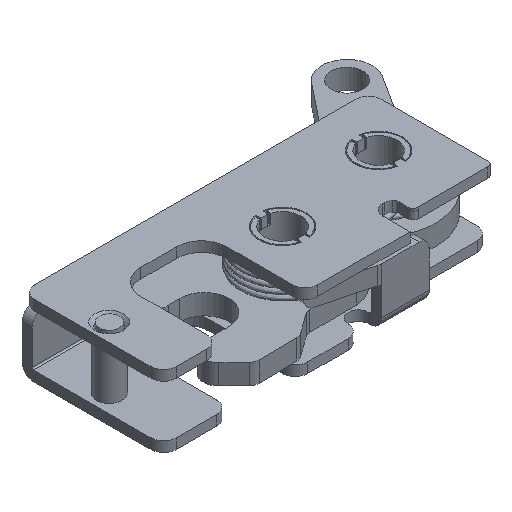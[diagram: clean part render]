
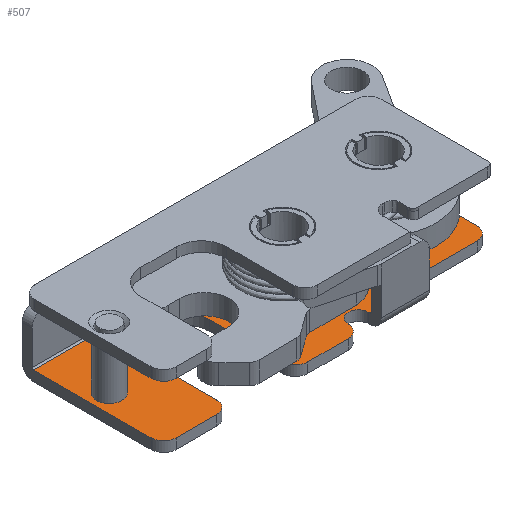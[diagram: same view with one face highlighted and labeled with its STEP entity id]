
A CAD part, isometric view. The second image highlights one B-rep face of the part: STEP entity #507.
In plain terms, the highlighted planar face has unit normal (0, 0, 1).
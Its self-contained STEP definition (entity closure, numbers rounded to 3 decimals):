
#507=ADVANCED_FACE('',(#736,#737,#738),#739,.T.);
#736=FACE_BOUND('',#1244,.T.);
#737=FACE_BOUND('',#1245,.T.);
#738=FACE_OUTER_BOUND('',#1246,.T.);
#739=PLANE('',#1247);
#1244=EDGE_LOOP('',(#2856,#2857,#2858,#2859));
#1245=EDGE_LOOP('',(#2860));
#1246=EDGE_LOOP('',(#2861,#2862,#2863,#2864,#2865,#2866,#2867,#2868,#2869,#2870,#2871,#2872,#2873,#2874,#2875,#2876,#2877,#2878,#2879,#2880,#2881,#2882,#2883,#2884,#2885));
#1247=AXIS2_PLACEMENT_3D('',#2886,#2887,#2888);
#2856=ORIENTED_EDGE('',*,*,#4644,.T.);
#2857=ORIENTED_EDGE('',*,*,#4645,.T.);
#2858=ORIENTED_EDGE('',*,*,#4646,.T.);
#2859=ORIENTED_EDGE('',*,*,#4647,.T.);
#2860=ORIENTED_EDGE('',*,*,#4648,.F.);
#2861=ORIENTED_EDGE('',*,*,#4649,.T.);
#2862=ORIENTED_EDGE('',*,*,#4650,.T.);
#2863=ORIENTED_EDGE('',*,*,#4651,.F.);
#2864=ORIENTED_EDGE('',*,*,#4652,.F.);
#2865=ORIENTED_EDGE('',*,*,#4653,.T.);
#2866=ORIENTED_EDGE('',*,*,#4654,.T.);
#2867=ORIENTED_EDGE('',*,*,#4655,.T.);
#2868=ORIENTED_EDGE('',*,*,#4656,.T.);
#2869=ORIENTED_EDGE('',*,*,#4657,.T.);
#2870=ORIENTED_EDGE('',*,*,#4658,.T.);
#2871=ORIENTED_EDGE('',*,*,#4659,.T.);
#2872=ORIENTED_EDGE('',*,*,#4660,.T.);
#2873=ORIENTED_EDGE('',*,*,#4661,.T.);
#2874=ORIENTED_EDGE('',*,*,#4662,.T.);
#2875=ORIENTED_EDGE('',*,*,#4663,.T.);
#2876=ORIENTED_EDGE('',*,*,#4664,.T.);
#2877=ORIENTED_EDGE('',*,*,#4665,.T.);
#2878=ORIENTED_EDGE('',*,*,#4666,.F.);
#2879=ORIENTED_EDGE('',*,*,#4667,.F.);
#2880=ORIENTED_EDGE('',*,*,#4668,.T.);
#2881=ORIENTED_EDGE('',*,*,#4669,.T.);
#2882=ORIENTED_EDGE('',*,*,#4670,.T.);
#2883=ORIENTED_EDGE('',*,*,#4671,.T.);
#2884=ORIENTED_EDGE('',*,*,#4672,.T.);
#2885=ORIENTED_EDGE('',*,*,#4673,.T.);
#2886=CARTESIAN_POINT('',(-2.438,16.527,-3.75));
#2887=DIRECTION('',(0.0,0.0,1.0));
#2888=DIRECTION('',(1.0,0.0,0.0));
#4644=EDGE_CURVE('',#5200,#5201,#5202,.F.);
#4645=EDGE_CURVE('',#5201,#5203,#5204,.F.);
#4646=EDGE_CURVE('',#5203,#5205,#5206,.F.);
#4647=EDGE_CURVE('',#5205,#5200,#5207,.F.);
#4648=EDGE_CURVE('',#5208,#5208,#5209,.T.);
#4649=EDGE_CURVE('',#5210,#5211,#5212,.F.);
#4650=EDGE_CURVE('',#5211,#5213,#5214,.T.);
#4651=EDGE_CURVE('',#5215,#5213,#5216,.T.);
#4652=EDGE_CURVE('',#5217,#5215,#5218,.T.);
#4653=EDGE_CURVE('',#5217,#5219,#5220,.T.);
#4654=EDGE_CURVE('',#5219,#5221,#5222,.F.);
#4655=EDGE_CURVE('',#5221,#5223,#5224,.T.);
#4656=EDGE_CURVE('',#5223,#5225,#5226,.T.);
#4657=EDGE_CURVE('',#5225,#5227,#5228,.T.);
#4658=EDGE_CURVE('',#5227,#5229,#5230,.T.);
#4659=EDGE_CURVE('',#5229,#5231,#5232,.F.);
#4660=EDGE_CURVE('',#5231,#5233,#5234,.T.);
#4661=EDGE_CURVE('',#5233,#5235,#5236,.F.);
#4662=EDGE_CURVE('',#5235,#5237,#5238,.T.);
#4663=EDGE_CURVE('',#5237,#5239,#5240,.T.);
#4664=EDGE_CURVE('',#5239,#5241,#5242,.T.);
#4665=EDGE_CURVE('',#5241,#5243,#5244,.T.);
#4666=EDGE_CURVE('',#5245,#5243,#5246,.T.);
#4667=EDGE_CURVE('',#5247,#5245,#5248,.T.);
#4668=EDGE_CURVE('',#5247,#5249,#5250,.T.);
#4669=EDGE_CURVE('',#5249,#5251,#5252,.T.);
#4670=EDGE_CURVE('',#5251,#5253,#5254,.T.);
#4671=EDGE_CURVE('',#5253,#5255,#5256,.T.);
#4672=EDGE_CURVE('',#5255,#5257,#5258,.T.);
#4673=EDGE_CURVE('',#5257,#5210,#5259,.T.);
#5200=VERTEX_POINT('',#6134);
#5201=VERTEX_POINT('',#6135);
#5202=LINE('',#6136,#6137);
#5203=VERTEX_POINT('',#6138);
#5204=CIRCLE('',#6139,8.282);
#5205=VERTEX_POINT('',#6140);
#5206=LINE('',#6141,#6142);
#5207=CIRCLE('',#6143,8.282);
#5208=VERTEX_POINT('',#6144);
#5209=CIRCLE('',#6145,2.05);
#5210=VERTEX_POINT('',#6146);
#5211=VERTEX_POINT('',#6147);
#5212=LINE('',#6148,#6149);
#5213=VERTEX_POINT('',#6150);
#5214=CIRCLE('',#6151,2.5);
#5215=VERTEX_POINT('',#6152);
#5216=CIRCLE('',#6153,1.5);
#5217=VERTEX_POINT('',#6154);
#5218=LINE('',#6155,#6156);
#5219=VERTEX_POINT('',#6157);
#5220=LINE('',#6158,#6159);
#5221=VERTEX_POINT('',#6160);
#5222=LINE('',#6161,#6162);
#5223=VERTEX_POINT('',#6163);
#5224=CIRCLE('',#6164,2.5);
#5225=VERTEX_POINT('',#6165);
#5226=LINE('',#6166,#6167);
#5227=VERTEX_POINT('',#6168);
#5228=CIRCLE('',#6169,2.5);
#5229=VERTEX_POINT('',#6170);
#5230=LINE('',#6171,#6172);
#5231=VERTEX_POINT('',#6173);
#5232=CIRCLE('',#6174,5.0);
#5233=VERTEX_POINT('',#6175);
#5234=LINE('',#6176,#6177);
#5235=VERTEX_POINT('',#6178);
#5236=CIRCLE('',#6179,5.0);
#5237=VERTEX_POINT('',#6180);
#5238=LINE('',#6181,#6182);
#5239=VERTEX_POINT('',#6183);
#5240=CIRCLE('',#6184,2.5);
#5241=VERTEX_POINT('',#6185);
#5242=LINE('',#6186,#6187);
#5243=VERTEX_POINT('',#6188);
#5244=CIRCLE('',#6189,2.5);
#5245=VERTEX_POINT('',#6190);
#5246=CIRCLE('',#6191,2.0);
#5247=VERTEX_POINT('',#6192);
#5248=LINE('',#6193,#6194);
#5249=VERTEX_POINT('',#6195);
#5250=LINE('',#6196,#6197);
#5251=VERTEX_POINT('',#6198);
#5252=LINE('',#6199,#6200);
#5253=VERTEX_POINT('',#6201);
#5254=LINE('',#6202,#6203);
#5255=VERTEX_POINT('',#6204);
#5256=CIRCLE('',#6205,2.5);
#5257=VERTEX_POINT('',#6206);
#5258=LINE('',#6207,#6208);
#5259=CIRCLE('',#6209,2.5);
#6134=CARTESIAN_POINT('',(-5.961,16.711,-3.75));
#6135=CARTESIAN_POINT('',(16.539,20.211,-3.75));
#6136=CARTESIAN_POINT('',(16.539,20.211,-3.75));
#6137=VECTOR('',#7565,1.0);
#6138=CARTESIAN_POINT('',(19.085,3.844,-3.75));
#6139=AXIS2_PLACEMENT_3D('',#7566,#7567,#7568);
#6140=CARTESIAN_POINT('',(-3.415,0.344,-3.75));
#6141=CARTESIAN_POINT('',(-3.415,0.344,-3.75));
#6142=VECTOR('',#7569,1.0);
#6143=AXIS2_PLACEMENT_3D('',#7570,#7571,#7572);
#6144=CARTESIAN_POINT('',(-36.138,9.277,-3.75));
#6145=AXIS2_PLACEMENT_3D('',#7573,#7574,#7575);
#6146=CARTESIAN_POINT('',(24.312,23.027,-3.75));
#6147=CARTESIAN_POINT('',(11.812,23.027,-3.75));
#6148=CARTESIAN_POINT('',(-2.438,23.027,-3.75));
#6149=VECTOR('',#7576,1.0);
#6150=CARTESIAN_POINT('',(9.312,20.527,-3.75));
#6151=AXIS2_PLACEMENT_3D('',#7577,#7578,#7579);
#6152=CARTESIAN_POINT('',(6.312,20.527,-3.75));
#6153=AXIS2_PLACEMENT_3D('',#7580,#7581,#7582);
#6154=CARTESIAN_POINT('',(6.312,20.727,-3.75));
#6155=CARTESIAN_POINT('',(6.312,23.027,-3.75));
#6156=VECTOR('',#7583,1.0);
#6157=CARTESIAN_POINT('',(-41.688,20.727,-3.75));
#6158=CARTESIAN_POINT('',(-2.438,20.727,-3.75));
#6159=VECTOR('',#7584,1.0);
#6160=CARTESIAN_POINT('',(-41.688,-2.473,-3.75));
#6161=CARTESIAN_POINT('',(-41.688,16.527,-3.75));
#6162=VECTOR('',#7585,1.0);
#6163=CARTESIAN_POINT('',(-39.188,-4.973,-3.75));
#6164=AXIS2_PLACEMENT_3D('',#7586,#7587,#7588);
#6165=CARTESIAN_POINT('',(-31.188,-4.973,-3.75));
#6166=CARTESIAN_POINT('',(-2.438,-4.973,-3.75));
#6167=VECTOR('',#7589,1.0);
#6168=CARTESIAN_POINT('',(-28.688,-2.473,-3.75));
#6169=AXIS2_PLACEMENT_3D('',#7590,#7591,#7592);
#6170=CARTESIAN_POINT('',(-28.688,12.027,-3.75));
#6171=CARTESIAN_POINT('',(-28.688,-4.973,-3.75));
#6172=VECTOR('',#7593,1.0);
#6173=CARTESIAN_POINT('',(-23.688,17.027,-3.75));
#6174=AXIS2_PLACEMENT_3D('',#7594,#7595,#7596);
#6175=CARTESIAN_POINT('',(-20.688,17.027,-3.75));
#6176=CARTESIAN_POINT('',(-28.688,17.027,-3.75));
#6177=VECTOR('',#7597,1.0);
#6178=CARTESIAN_POINT('',(-15.688,12.027,-3.75));
#6179=AXIS2_PLACEMENT_3D('',#7598,#7599,#7600);
#6180=CARTESIAN_POINT('',(-15.688,-2.473,-3.75));
#6181=CARTESIAN_POINT('',(-15.688,17.027,-3.75));
#6182=VECTOR('',#7601,1.0);
#6183=CARTESIAN_POINT('',(-13.188,-4.973,-3.75));
#6184=AXIS2_PLACEMENT_3D('',#7602,#7603,#7604);
#6185=CARTESIAN_POINT('',(-5.188,-4.973,-3.75));
#6186=CARTESIAN_POINT('',(-2.438,-4.973,-3.75));
#6187=VECTOR('',#7605,1.0);
#6188=CARTESIAN_POINT('',(-2.688,-2.473,-3.75));
#6189=AXIS2_PLACEMENT_3D('',#7606,#7607,#7608);
#6190=CARTESIAN_POINT('',(1.312,-2.473,-3.75));
#6191=AXIS2_PLACEMENT_3D('',#7609,#7610,#7611);
#6192=CARTESIAN_POINT('',(1.312,-2.673,-3.75));
#6193=CARTESIAN_POINT('',(1.312,-4.973,-3.75));
#6194=VECTOR('',#7612,1.0);
#6195=CARTESIAN_POINT('',(10.812,-2.673,-3.75));
#6196=CARTESIAN_POINT('',(-2.438,-2.673,-3.75));
#6197=VECTOR('',#7613,1.0);
#6198=CARTESIAN_POINT('',(10.812,-0.973,-3.75));
#6199=CARTESIAN_POINT('',(10.812,-4.973,-3.75));
#6200=VECTOR('',#7614,1.0);
#6201=CARTESIAN_POINT('',(24.312,-0.973,-3.75));
#6202=CARTESIAN_POINT('',(10.812,-0.973,-3.75));
#6203=VECTOR('',#7615,1.0);
#6204=CARTESIAN_POINT('',(26.812,1.527,-3.75));
#6205=AXIS2_PLACEMENT_3D('',#7616,#7617,#7618);
#6206=CARTESIAN_POINT('',(26.812,20.527,-3.75));
#6207=CARTESIAN_POINT('',(26.812,16.527,-3.75));
#6208=VECTOR('',#7619,1.0);
#6209=AXIS2_PLACEMENT_3D('',#7620,#7621,#7622);
#7565=DIRECTION('',(-0.988,-0.154,0.0));
#7566=CARTESIAN_POINT('',(17.812,12.027,-3.75));
#7567=DIRECTION('',(0.0,0.0,1.0));
#7568=DIRECTION('',(1.0,0.0,0.0));
#7569=DIRECTION('',(0.988,0.154,0.0));
#7570=CARTESIAN_POINT('',(-4.688,8.527,-3.75));
#7571=DIRECTION('',(0.0,0.0,1.0));
#7572=DIRECTION('',(1.0,0.0,0.0));
#7573=CARTESIAN_POINT('',(-38.188,9.277,-3.75));
#7574=DIRECTION('',(0.0,0.0,1.0));
#7575=DIRECTION('',(1.0,0.0,0.0));
#7576=DIRECTION('',(1.0,0.0,0.0));
#7577=CARTESIAN_POINT('',(11.812,20.527,-3.75));
#7578=DIRECTION('',(0.0,0.0,1.0));
#7579=DIRECTION('',(1.0,0.0,0.0));
#7580=CARTESIAN_POINT('',(7.812,20.527,-3.75));
#7581=DIRECTION('',(0.0,0.0,1.0));
#7582=DIRECTION('',(-1.0,0.0,0.0));
#7583=DIRECTION('',(0.0,-1.0,0.0));
#7584=DIRECTION('',(-1.0,0.,0.0));
#7585=DIRECTION('',(0.0,1.0,0.0));
#7586=CARTESIAN_POINT('',(-39.188,-2.473,-3.75));
#7587=DIRECTION('',(0.0,0.0,1.0));
#7588=DIRECTION('',(1.0,0.0,0.0));
#7589=DIRECTION('',(1.0,0.0,0.0));
#7590=CARTESIAN_POINT('',(-31.188,-2.473,-3.75));
#7591=DIRECTION('',(0.0,0.0,1.0));
#7592=DIRECTION('',(1.0,0.0,0.0));
#7593=DIRECTION('',(0.0,1.0,0.0));
#7594=CARTESIAN_POINT('',(-23.688,12.027,-3.75));
#7595=DIRECTION('',(0.0,0.0,1.0));
#7596=DIRECTION('',(1.0,0.0,0.0));
#7597=DIRECTION('',(1.0,0.0,0.0));
#7598=CARTESIAN_POINT('',(-20.688,12.027,-3.75));
#7599=DIRECTION('',(0.0,0.0,1.0));
#7600=DIRECTION('',(1.0,0.0,0.0));
#7601=DIRECTION('',(0.0,-1.0,0.0));
#7602=CARTESIAN_POINT('',(-13.188,-2.473,-3.75));
#7603=DIRECTION('',(0.0,0.0,1.0));
#7604=DIRECTION('',(1.0,0.0,0.0));
#7605=DIRECTION('',(1.0,0.0,0.0));
#7606=CARTESIAN_POINT('',(-5.188,-2.473,-3.75));
#7607=DIRECTION('',(0.0,0.0,1.0));
#7608=DIRECTION('',(1.0,0.0,0.0));
#7609=CARTESIAN_POINT('',(-0.688,-2.473,-3.75));
#7610=DIRECTION('',(0.,0.0,1.0));
#7611=DIRECTION('',(1.0,0.0,0.));
#7612=DIRECTION('',(0.0,1.0,0.0));
#7613=DIRECTION('',(1.0,0.,0.0));
#7614=DIRECTION('',(0.0,1.0,0.0));
#7615=DIRECTION('',(1.0,0.0,0.0));
#7616=CARTESIAN_POINT('',(24.312,1.527,-3.75));
#7617=DIRECTION('',(0.0,0.0,1.0));
#7618=DIRECTION('',(1.0,0.0,0.0));
#7619=DIRECTION('',(0.0,1.0,0.0));
#7620=CARTESIAN_POINT('',(24.312,20.527,-3.75));
#7621=DIRECTION('',(0.0,0.0,1.0));
#7622=DIRECTION('',(1.0,0.0,0.0));
